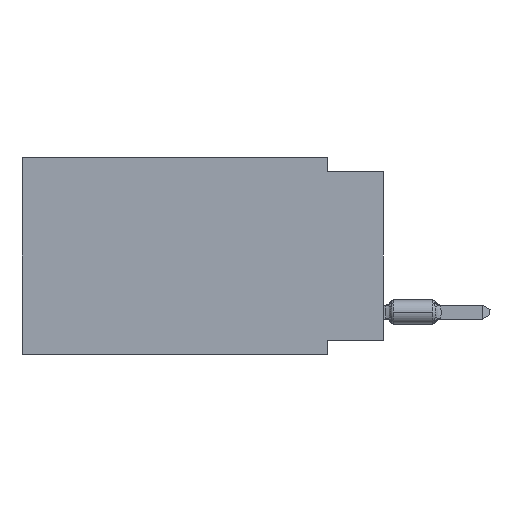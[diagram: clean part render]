
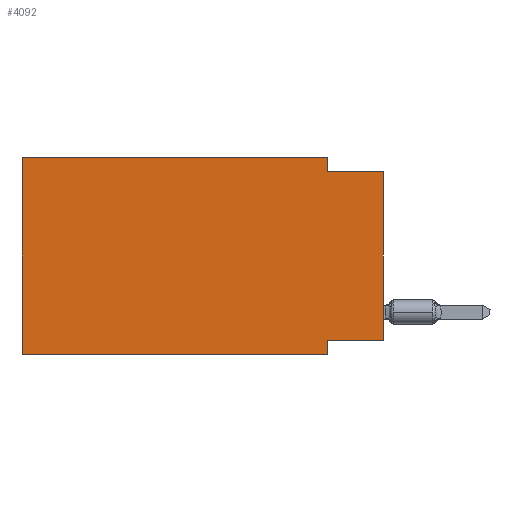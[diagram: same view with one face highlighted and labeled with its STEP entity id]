
A CAD part, left-side view. The second image highlights one B-rep face of the part: STEP entity #4092.
In plain terms, the highlighted planar face has unit normal (-1, 0, 0).
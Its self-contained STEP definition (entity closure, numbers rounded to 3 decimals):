
#493 = DIRECTION ( 'NONE',  ( 0., -1., 0. ) ) ;
#724 = CARTESIAN_POINT ( 'NONE',  ( 0., 2.54, 0. ) ) ;
#1930 = ORIENTED_EDGE ( 'NONE', *, *, #7700, .F. ) ;
#2915 = DIRECTION ( 'NONE',  ( 1., 0., 0. ) ) ;
#4092 = ADVANCED_FACE ( 'NONE', ( #36093 ), #19434, .F. ) ;
#4334 = LINE ( 'NONE', #10088, #14544 ) ;
#5034 = ORIENTED_EDGE ( 'NONE', *, *, #32146, .F. ) ;
#5104 = CARTESIAN_POINT ( 'NONE',  ( 0., 2.54, -8.89 ) ) ;
#7700 = EDGE_CURVE ( 'NONE', #8804, #27184, #16877, .T. ) ;
#8111 = EDGE_CURVE ( 'NONE', #28014, #27184, #23483, .T. ) ;
#8666 = EDGE_CURVE ( 'NONE', #10872, #24728, #20007, .T. ) ;
#8804 = VERTEX_POINT ( 'NONE', #20545 ) ;
#8864 = CARTESIAN_POINT ( 'NONE',  ( 0., 2.54, 0. ) ) ;
#8980 = LINE ( 'NONE', #26591, #23777 ) ;
#9284 = CARTESIAN_POINT ( 'NONE',  ( 0., 16.383, 0. ) ) ;
#10030 = VERTEX_POINT ( 'NONE', #9284 ) ;
#10088 = CARTESIAN_POINT ( 'NONE',  ( 0., 16.383, 0. ) ) ;
#10872 = VERTEX_POINT ( 'NONE', #16007 ) ;
#10932 = DIRECTION ( 'NONE',  ( 0., -1., 0. ) ) ;
#13049 = DIRECTION ( 'NONE',  ( 0., 1., 0. ) ) ;
#13411 = CARTESIAN_POINT ( 'NONE',  ( 0., 0., -8.255 ) ) ;
#14156 = CARTESIAN_POINT ( 'NONE',  ( 0., 0., -0.635 ) ) ;
#14439 = VECTOR ( 'NONE', #29241, 1000. ) ;
#14544 = VECTOR ( 'NONE', #18621, 1000. ) ;
#15264 = CARTESIAN_POINT ( 'NONE',  ( 0., 0., -8.255 ) ) ;
#15313 = DIRECTION ( 'NONE',  ( 0., -1., 0. ) ) ;
#16007 = CARTESIAN_POINT ( 'NONE',  ( 0., 2.54, -0.635 ) ) ;
#16280 = VECTOR ( 'NONE', #15313, 1000. ) ;
#16690 = CARTESIAN_POINT ( 'NONE',  ( 0., 2.54, -8.89 ) ) ;
#16744 = AXIS2_PLACEMENT_3D ( 'NONE', #30728, #2915, #22606 ) ;
#16877 = LINE ( 'NONE', #16690, #19895 ) ;
#17144 = ORIENTED_EDGE ( 'NONE', *, *, #25807, .F. ) ;
#17946 = LINE ( 'NONE', #8864, #14439 ) ;
#18028 = VERTEX_POINT ( 'NONE', #15264 ) ;
#18621 = DIRECTION ( 'NONE',  ( 0., 0., 1. ) ) ;
#19434 = PLANE ( 'NONE',  #16744 ) ;
#19780 = EDGE_CURVE ( 'NONE', #10030, #32953, #25034, .T. ) ;
#19895 = VECTOR ( 'NONE', #30572, 1000. ) ;
#20007 = LINE ( 'NONE', #25572, #32854 ) ;
#20545 = CARTESIAN_POINT ( 'NONE',  ( 0., 2.54, -8.255 ) ) ;
#20757 = VECTOR ( 'NONE', #10932, 1000. ) ;
#20869 = EDGE_CURVE ( 'NONE', #18028, #24728, #8980, .T. ) ;
#21033 = DIRECTION ( 'NONE',  ( 0., 0., 1. ) ) ;
#22606 = DIRECTION ( 'NONE',  ( 0., 0., -1. ) ) ;
#23483 = LINE ( 'NONE', #31984, #16280 ) ;
#23777 = VECTOR ( 'NONE', #21033, 1000. ) ;
#24633 = VECTOR ( 'NONE', #13049, 1000. ) ;
#24728 = VERTEX_POINT ( 'NONE', #14156 ) ;
#25034 = LINE ( 'NONE', #36297, #20757 ) ;
#25317 = ORIENTED_EDGE ( 'NONE', *, *, #19780, .F. ) ;
#25572 = CARTESIAN_POINT ( 'NONE',  ( 0., 0., -0.635 ) ) ;
#25807 = EDGE_CURVE ( 'NONE', #32953, #10872, #17946, .T. ) ;
#26591 = CARTESIAN_POINT ( 'NONE',  ( 0., 0., 0. ) ) ;
#27184 = VERTEX_POINT ( 'NONE', #5104 ) ;
#27867 = LINE ( 'NONE', #13411, #24633 ) ;
#28014 = VERTEX_POINT ( 'NONE', #35040 ) ;
#28845 = EDGE_CURVE ( 'NONE', #18028, #8804, #27867, .T. ) ;
#29241 = DIRECTION ( 'NONE',  ( 0., 0., -1. ) ) ;
#30042 = ORIENTED_EDGE ( 'NONE', *, *, #28845, .F. ) ;
#30572 = DIRECTION ( 'NONE',  ( 0., 0., -1. ) ) ;
#30728 = CARTESIAN_POINT ( 'NONE',  ( 0., 16.383, 0. ) ) ;
#30819 = ORIENTED_EDGE ( 'NONE', *, *, #8111, .T. ) ;
#31462 = EDGE_LOOP ( 'NONE', ( #33316, #36134, #17144, #25317, #5034, #30819, #1930, #30042 ) ) ;
#31984 = CARTESIAN_POINT ( 'NONE',  ( 0., 16.383, -8.89 ) ) ;
#32146 = EDGE_CURVE ( 'NONE', #28014, #10030, #4334, .T. ) ;
#32854 = VECTOR ( 'NONE', #493, 1000. ) ;
#32953 = VERTEX_POINT ( 'NONE', #724 ) ;
#33316 = ORIENTED_EDGE ( 'NONE', *, *, #20869, .T. ) ;
#35040 = CARTESIAN_POINT ( 'NONE',  ( 0., 16.383, -8.89 ) ) ;
#36093 = FACE_OUTER_BOUND ( 'NONE', #31462, .T. ) ;
#36134 = ORIENTED_EDGE ( 'NONE', *, *, #8666, .F. ) ;
#36297 = CARTESIAN_POINT ( 'NONE',  ( 0., 16.383, 0. ) ) ;
